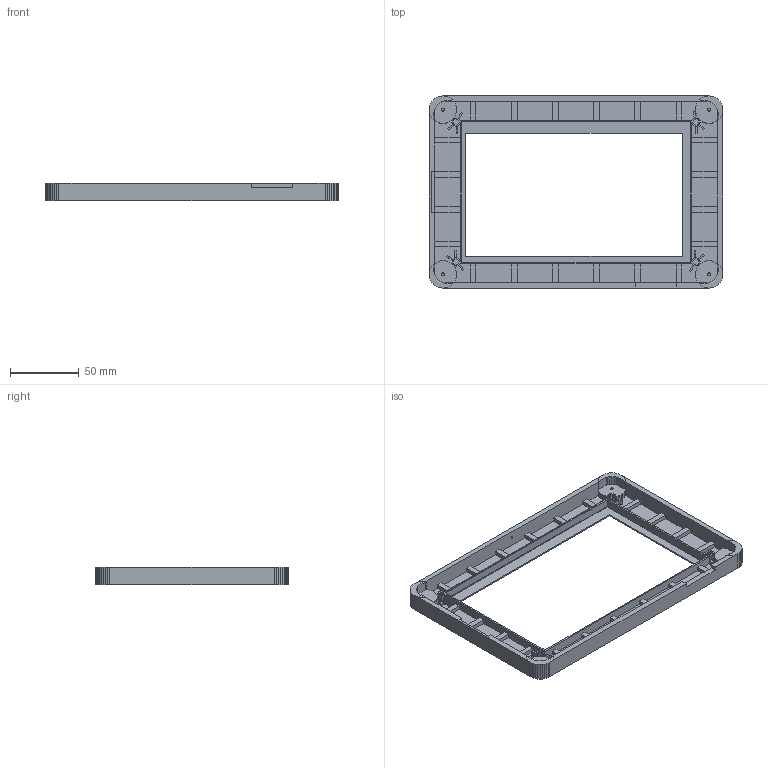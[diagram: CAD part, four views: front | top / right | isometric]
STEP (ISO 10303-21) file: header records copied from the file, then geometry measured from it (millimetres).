
FILE_DESCRIPTION (( 'STEP AP214' ), '1' );
FILE_NAME ('Part4.STEP', '2016-07-18T07:15:44', ( 'Wesley.Smith' ), ( 'Hewlett-Packard' ), 'SwSTEP 2.0', 'SolidWorks 2015', '' );
FILE_SCHEMA (( 'AUTOMOTIVE_DESIGN' ));
Length unit declared in the file: millimetre
Products named in the file (1): Part4
Bounding box: 214 x 140 x 13.01 mm (x, y, z)
Volume: 61784.8 mm3; surface area: 61533.8 mm2
Topology: 2 solids, 2 shells, 1052 faces, 2930 edges, 1871 vertices
Faces by surface type: plane 1052
Entity records: 32760 total; most frequent: CARTESIAN_POINT 5863, ORIENTED_EDGE 5860, DIRECTION 5033, EDGE_CURVE 2930, VECTOR 2927, LINE 2927, VERTEX_POINT 1871, EDGE_LOOP 1069
